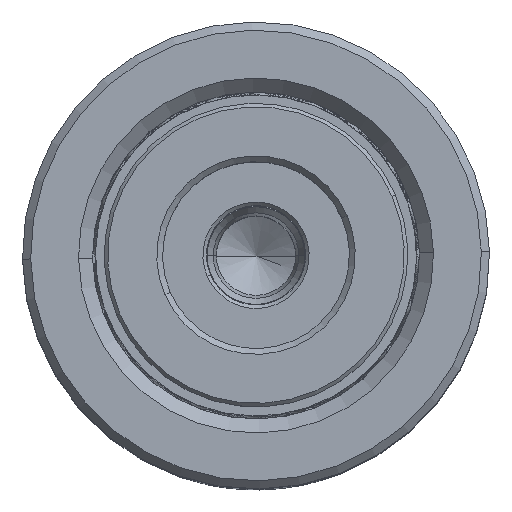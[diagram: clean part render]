
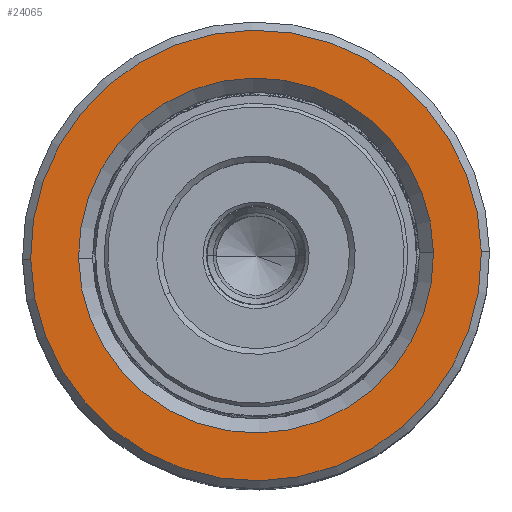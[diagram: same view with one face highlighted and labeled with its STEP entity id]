
A CAD part, top view. The second image highlights one B-rep face of the part: STEP entity #24065.
In plain terms, the highlighted planar face has unit normal (0, 0, 1).
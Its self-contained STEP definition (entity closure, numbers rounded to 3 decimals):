
#559 = FACE_BOUND ( 'NONE', #32963, .T. ) ;
#1298 = ORIENTED_EDGE ( 'NONE', *, *, #28307, .T. ) ;
#2256 = CIRCLE ( 'NONE', #19426, 19.3 ) ;
#2329 = ORIENTED_EDGE ( 'NONE', *, *, #5862, .T. ) ;
#3544 = FACE_OUTER_BOUND ( 'NONE', #15273, .T. ) ;
#3881 = VERTEX_POINT ( 'NONE', #22844 ) ;
#3928 = AXIS2_PLACEMENT_3D ( 'NONE', #4691, #19663, #26053 ) ;
#4009 = EDGE_CURVE ( 'NONE', #35983, #3881, #35987, .T. ) ;
#4449 = CARTESIAN_POINT ( 'NONE',  ( 0., 0., 50. ) ) ;
#4691 = CARTESIAN_POINT ( 'NONE',  ( 0., 0., 50. ) ) ;
#5569 = ORIENTED_EDGE ( 'NONE', *, *, #4009, .T. ) ;
#5590 = CARTESIAN_POINT ( 'NONE',  ( -19.3, 0., 50. ) ) ;
#5862 = EDGE_CURVE ( 'NONE', #17565, #22088, #2256, .T. ) ;
#7688 = PLANE ( 'NONE',  #3928 ) ;
#9059 = AXIS2_PLACEMENT_3D ( 'NONE', #35114, #38327, #11577 ) ;
#9842 = DIRECTION ( 'NONE',  ( 1., 0., 0. ) ) ;
#10304 = CARTESIAN_POINT ( 'NONE',  ( 0., 0., 50. ) ) ;
#10494 = DIRECTION ( 'NONE',  ( 1., 0., 0. ) ) ;
#11577 = DIRECTION ( 'NONE',  ( 1., 0., 0. ) ) ;
#12350 = CARTESIAN_POINT ( 'NONE',  ( 19.3, 0., 50. ) ) ;
#13261 = DIRECTION ( 'NONE',  ( 1., 0., 0. ) ) ;
#15273 = EDGE_LOOP ( 'NONE', ( #2329, #1298 ) ) ;
#15604 = AXIS2_PLACEMENT_3D ( 'NONE', #10304, #19458, #10494 ) ;
#17565 = VERTEX_POINT ( 'NONE', #5590 ) ;
#19006 = DIRECTION ( 'NONE',  ( 0., 0., 1. ) ) ;
#19426 = AXIS2_PLACEMENT_3D ( 'NONE', #37165, #19006, #9842 ) ;
#19458 = DIRECTION ( 'NONE',  ( 0., 0., -1. ) ) ;
#19663 = DIRECTION ( 'NONE',  ( 0., 0., 1. ) ) ;
#22088 = VERTEX_POINT ( 'NONE', #12350 ) ;
#22844 = CARTESIAN_POINT ( 'NONE',  ( -15.2, 0., 50. ) ) ;
#23571 = ORIENTED_EDGE ( 'NONE', *, *, #37668, .T. ) ;
#24065 = ADVANCED_FACE ( 'NONE', ( #3544, #559 ), #7688, .T. ) ;
#26053 = DIRECTION ( 'NONE',  ( 1., 0., 0. ) ) ;
#28307 = EDGE_CURVE ( 'NONE', #22088, #17565, #38175, .T. ) ;
#29266 = AXIS2_PLACEMENT_3D ( 'NONE', #4449, #34588, #13261 ) ;
#32748 = CARTESIAN_POINT ( 'NONE',  ( 15.2, 0., 50. ) ) ;
#32963 = EDGE_LOOP ( 'NONE', ( #5569, #23571 ) ) ;
#34588 = DIRECTION ( 'NONE',  ( 0., 0., 1. ) ) ;
#35114 = CARTESIAN_POINT ( 'NONE',  ( 0., 0., 50. ) ) ;
#35983 = VERTEX_POINT ( 'NONE', #32748 ) ;
#35987 = CIRCLE ( 'NONE', #15604, 15.2 ) ;
#37165 = CARTESIAN_POINT ( 'NONE',  ( 0., 0., 50. ) ) ;
#37668 = EDGE_CURVE ( 'NONE', #3881, #35983, #37705, .T. ) ;
#37705 = CIRCLE ( 'NONE', #9059, 15.2 ) ;
#38175 = CIRCLE ( 'NONE', #29266, 19.3 ) ;
#38327 = DIRECTION ( 'NONE',  ( 0., 0., -1. ) ) ;
